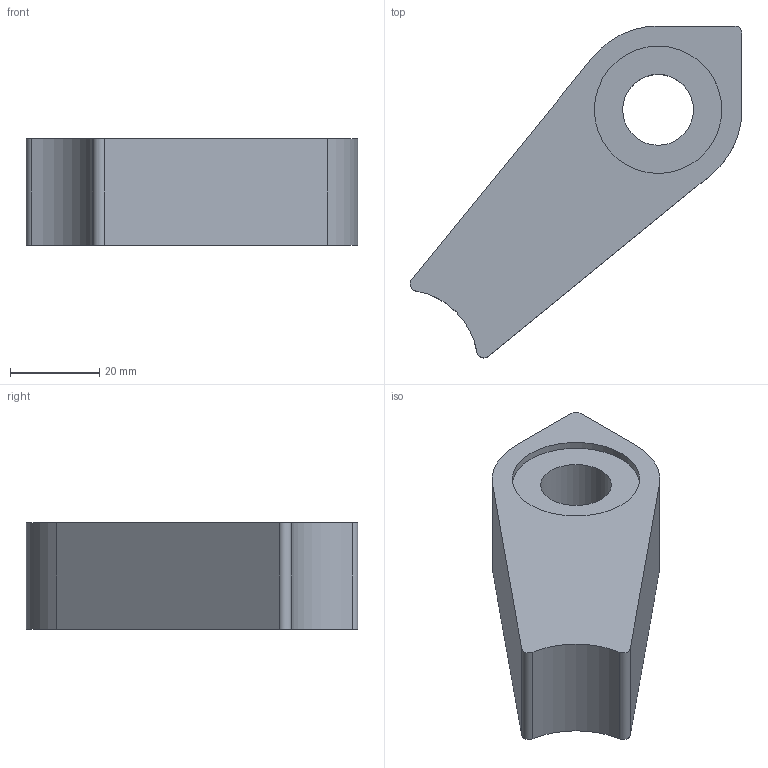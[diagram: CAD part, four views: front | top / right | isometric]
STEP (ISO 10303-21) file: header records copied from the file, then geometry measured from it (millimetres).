
FILE_DESCRIPTION(/* description */ (''),/* implementation_level */ '2;1');
FILE_NAME(/* name */ 'CL7-004.stp',/* time_stamp */ '2025-03-17T15:42:19-04:00',/* author */ ('slick'),/* organization */ (''),/* preprocessor_version */ 'ST-DEVELOPER v19.2',/* originating_system */ 'Autodesk Inventor 2023',/* authorisation */ '');
FILE_SCHEMA (('AUTOMOTIVE_DESIGN { 1 0 10303 214 3 1 1 }'));
Length unit declared in the file: inch
Products named in the file (1): CL7-004
Bounding box: 74.41 x 74.41 x 23.81 mm (x, y, z)
Volume: 57379.9 mm3; surface area: 11640.5 mm2
Topology: 1 solids, 1 shells, 17 faces, 39 edges, 26 vertices
Faces by surface type: cylinder 9, plane 8
Full cylindrical faces by diameter (mm): 15.875 x1, 28.575 x2
Entity records: 540 total; most frequent: DIRECTION 93, CARTESIAN_POINT 83, ORIENTED_EDGE 78, EDGE_CURVE 39, AXIS2_PLACEMENT_3D 36, VERTEX_POINT 26, EDGE_LOOP 21, LINE 21
